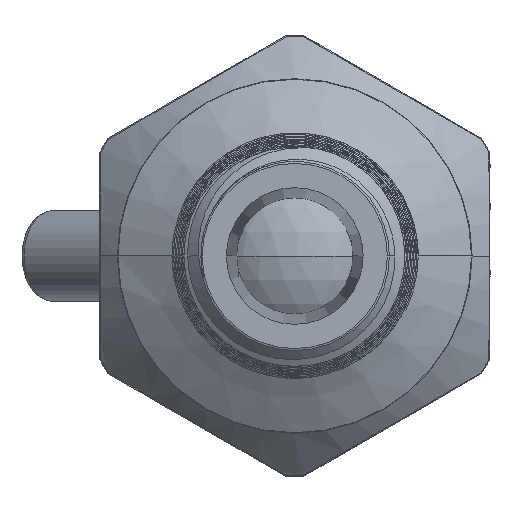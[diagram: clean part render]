
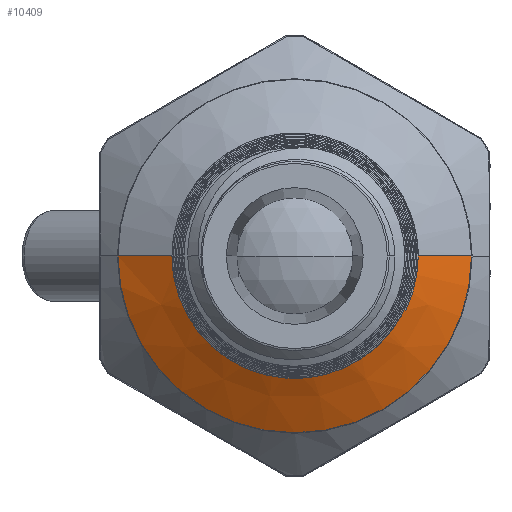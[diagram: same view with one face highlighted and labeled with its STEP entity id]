
A CAD part, front view. The second image highlights one B-rep face of the part: STEP entity #10409.
In plain terms, the highlighted conical face has half-angle 60 degrees and reference radius 7.665 mm.
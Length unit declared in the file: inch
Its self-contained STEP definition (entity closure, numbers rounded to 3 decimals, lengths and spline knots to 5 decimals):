
#266 = VERTEX_POINT ( 'NONE', #25222 ) ;
#317 = VERTEX_POINT ( 'NONE', #25160 ) ;
#332 = VERTEX_POINT ( 'NONE', #25145 ) ;
#333 = VERTEX_POINT ( 'NONE', #25144 ) ;
#349 = VERTEX_POINT ( 'NONE', #25128 ) ;
#471 = VERTEX_POINT ( 'NONE', #4530 ) ;
#472 = VERTEX_POINT ( 'NONE', #4529 ) ;
#993 = EDGE_CURVE ( 'NONE', #317, #333, #7439, .T. ) ;
#994 = EDGE_CURVE ( 'NONE', #349, #332, #7424, .T. ) ;
#4529 = CARTESIAN_POINT ( 'NONE',  ( 0.18888, -0.38078, -0.09285 ) ) ;
#4530 = CARTESIAN_POINT ( 'NONE',  ( 0.08269, -0.39583, -0.16484 ) ) ;
#4654 = DIRECTION ( 'NONE',  ( 0.866, 0.5, 0. ) ) ;
#4656 = DIRECTION ( 'NONE',  ( -0.866, 0.5, 0. ) ) ;
#4700 = CARTESIAN_POINT ( 'NONE',  ( -0.30176, -0.32809, 0. ) ) ;
#4701 = CARTESIAN_POINT ( 'NONE',  ( 0.30175, -0.32809, 0. ) ) ;
#5187 = AXIS2_PLACEMENT_3D ( 'NONE', #20482, #20483, #20484 ) ;
#5189 = AXIS2_PLACEMENT_3D ( 'NONE', #20538, #20540, #20541 ) ;
#5978 = CIRCLE ( 'NONE', #5187, 0.3012 ) ;
#5987 = CIRCLE ( 'NONE', #5189, 0.21048 ) ;
#7424 = LINE ( 'NONE', #4701, #7432 ) ;
#7428 = VECTOR ( 'NONE', #4656, 39.37008 ) ;
#7432 = VECTOR ( 'NONE', #4654, 39.37008 ) ;
#7439 = LINE ( 'NONE', #4700, #7428 ) ;
#9160 = DIRECTION ( 'NONE',  ( -1., 0., 0. ) ) ;
#9161 = CARTESIAN_POINT ( 'NONE',  ( -0.00001, -0.32809, 0. ) ) ;
#9162 = DIRECTION ( 'NONE',  ( 0., 1., 0. ) ) ;
#10211 = EDGE_LOOP ( 'NONE', ( #24404, #24405, #24406, #24407, #24408, #24409, #24410 ) ) ;
#10409 = ADVANCED_FACE ( 'NONE', ( #23246 ), #23257, .T. ) ;
#12932 = B_SPLINE_CURVE_WITH_KNOTS ( 'NONE', 3,
 ( #20474, #20486, #20528, #20529, #20530, #20531, #20532, #20534 ),
 .UNSPECIFIED., .F., .F.,
 ( 4, 2, 2, 4 ),
 ( 0., 0.00153, 0.00229, 0.00305 ),
 .UNSPECIFIED. ) ;
#12933 = B_SPLINE_CURVE_WITH_KNOTS ( 'NONE', 3,
 ( #20480, #20481, #20487, #20489, #20491, #20493, #20494, #20495, #20497, #20499, #20501, #20503, #20505, #20507, #20509, #20511, #20513, #20515, #20517, #20518, #20519, #20520, #20522, #20523, #20524 ),
 .UNSPECIFIED., .F., .F.,
 ( 4, 2, 2, 2, 2, 2, 2, 2, 1, 2, 2, 2, 4 ),
 ( 0.01865, 0.01926, 0.01987, 0.02048, 0.02109, 0.02232, 0.02354, 0.02415, 0.02476, 0.02537, 0.02599, 0.02721, 0.02843 ),
 .UNSPECIFIED. ) ;
#12949 = B_SPLINE_CURVE_WITH_KNOTS ( 'NONE', 3,
 ( #21101, #21099, #21119, #21121, #21123, #21124, #21127, #21130, #21133, #21134 ),
 .UNSPECIFIED., .F., .F.,
 ( 4, 3, 3, 4 ),
 ( 0., 0.00022, 0.00044, 0.00077 ),
 .UNSPECIFIED. ) ;
#20474 = CARTESIAN_POINT ( 'NONE',  ( 0.08269, -0.39583, -0.16484 ) ) ;
#20480 = CARTESIAN_POINT ( 'NONE',  ( -0.19501, -0.38972, 0. ) ) ;
#20481 = CARTESIAN_POINT ( 'NONE',  ( -0.1948, -0.38984, -0.00805 ) ) ;
#20482 = CARTESIAN_POINT ( 'NONE',  ( -0.00001, -0.32841, 0. ) ) ;
#20483 = DIRECTION ( 'NONE',  ( 0., -1., 0. ) ) ;
#20484 = DIRECTION ( 'NONE',  ( 1., 0., 0. ) ) ;
#20486 = CARTESIAN_POINT ( 'NONE',  ( 0.10057, -0.39586, -0.15581 ) ) ;
#20487 = CARTESIAN_POINT ( 'NONE',  ( -0.19407, -0.38997, -0.01618 ) ) ;
#20489 = CARTESIAN_POINT ( 'NONE',  ( -0.19165, -0.39022, -0.0321 ) ) ;
#20491 = CARTESIAN_POINT ( 'NONE',  ( -0.18995, -0.39034, -0.03993 ) ) ;
#20493 = CARTESIAN_POINT ( 'NONE',  ( -0.1856, -0.39059, -0.05533 ) ) ;
#20494 = CARTESIAN_POINT ( 'NONE',  ( -0.18294, -0.39071, -0.06291 ) ) ;
#20495 = CARTESIAN_POINT ( 'NONE',  ( -0.17665, -0.39096, -0.0778 ) ) ;
#20497 = CARTESIAN_POINT ( 'NONE',  ( -0.17302, -0.39109, -0.08508 ) ) ;
#20499 = CARTESIAN_POINT ( 'NONE',  ( -0.16093, -0.39146, -0.10591 ) ) ;
#20501 = CARTESIAN_POINT ( 'NONE',  ( -0.15121, -0.39171, -0.1187 ) ) ;
#20503 = CARTESIAN_POINT ( 'NONE',  ( -0.12846, -0.39222, -0.14184 ) ) ;
#20505 = CARTESIAN_POINT ( 'NONE',  ( -0.11586, -0.39248, -0.15173 ) ) ;
#20507 = CARTESIAN_POINT ( 'NONE',  ( -0.09519, -0.39286, -0.16414 ) ) ;
#20509 = CARTESIAN_POINT ( 'NONE',  ( -0.08794, -0.39298, -0.16789 ) ) ;
#20511 = CARTESIAN_POINT ( 'NONE',  ( -0.07316, -0.39324, -0.17435 ) ) ;
#20513 = CARTESIAN_POINT ( 'NONE',  ( -0.05808, -0.3935, -0.17982 ) ) ;
#20515 = CARTESIAN_POINT ( 'NONE',  ( -0.04242, -0.39375, -0.18335 ) ) ;
#20517 = CARTESIAN_POINT ( 'NONE',  ( -0.02647, -0.39401, -0.18587 ) ) ;
#20518 = CARTESIAN_POINT ( 'NONE',  ( -0.01835, -0.39414, -0.18662 ) ) ;
#20519 = CARTESIAN_POINT ( 'NONE',  ( 0.00573, -0.39453, -0.18728 ) ) ;
#20520 = CARTESIAN_POINT ( 'NONE',  ( 0.02173, -0.39478, -0.18567 ) ) ;
#20522 = CARTESIAN_POINT ( 'NONE',  ( 0.05332, -0.39531, -0.17823 ) ) ;
#20523 = CARTESIAN_POINT ( 'NONE',  ( 0.06838, -0.39556, -0.17253 ) ) ;
#20524 = CARTESIAN_POINT ( 'NONE',  ( 0.08269, -0.39583, -0.16484 ) ) ;
#20528 = CARTESIAN_POINT ( 'NONE',  ( 0.11696, -0.39588, -0.14384 ) ) ;
#20529 = CARTESIAN_POINT ( 'NONE',  ( 0.13781, -0.39592, -0.12272 ) ) ;
#20530 = CARTESIAN_POINT ( 'NONE',  ( 0.14418, -0.39593, -0.11514 ) ) ;
#20531 = CARTESIAN_POINT ( 'NONE',  ( 0.15573, -0.39595, -0.09887 ) ) ;
#20532 = CARTESIAN_POINT ( 'NONE',  ( 0.16086, -0.39597, -0.09024 ) ) ;
#20534 = CARTESIAN_POINT ( 'NONE',  ( 0.16526, -0.39598, -0.08125 ) ) ;
#20538 = CARTESIAN_POINT ( 'NONE',  ( -0.00001, -0.38078, 0. ) ) ;
#20540 = DIRECTION ( 'NONE',  ( 0., 1., 0. ) ) ;
#20541 = DIRECTION ( 'NONE',  ( -1., 0., 0. ) ) ;
#21099 = CARTESIAN_POINT ( 'NONE',  ( 0.16748, -0.39455, -0.08234 ) ) ;
#21101 = CARTESIAN_POINT ( 'NONE',  ( 0.16526, -0.39598, -0.08125 ) ) ;
#21119 = CARTESIAN_POINT ( 'NONE',  ( 0.1697, -0.39313, -0.08343 ) ) ;
#21121 = CARTESIAN_POINT ( 'NONE',  ( 0.17191, -0.3917, -0.08452 ) ) ;
#21123 = CARTESIAN_POINT ( 'NONE',  ( 0.17413, -0.39027, -0.08561 ) ) ;
#21124 = CARTESIAN_POINT ( 'NONE',  ( 0.17635, -0.38885, -0.0867 ) ) ;
#21127 = CARTESIAN_POINT ( 'NONE',  ( 0.17857, -0.38742, -0.08779 ) ) ;
#21130 = CARTESIAN_POINT ( 'NONE',  ( 0.18201, -0.38521, -0.08947 ) ) ;
#21133 = CARTESIAN_POINT ( 'NONE',  ( 0.18545, -0.383, -0.09116 ) ) ;
#21134 = CARTESIAN_POINT ( 'NONE',  ( 0.18888, -0.38078, -0.09285 ) ) ;
#21778 = AXIS2_PLACEMENT_3D ( 'NONE', #9161, #9162, #9160 ) ;
#23246 = FACE_OUTER_BOUND ( 'NONE', #10211, .T. ) ;
#23257 = CONICAL_SURFACE ( 'NONE', #21778, 0.30175, 1.047 ) ;
#24404 = ORIENTED_EDGE ( 'NONE', *, *, #994, .F. ) ;
#24405 = ORIENTED_EDGE ( 'NONE', *, *, #26176, .T. ) ;
#24406 = ORIENTED_EDGE ( 'NONE', *, *, #26230, .F. ) ;
#24407 = ORIENTED_EDGE ( 'NONE', *, *, #26175, .F. ) ;
#24408 = ORIENTED_EDGE ( 'NONE', *, *, #26174, .F. ) ;
#24409 = ORIENTED_EDGE ( 'NONE', *, *, #993, .T. ) ;
#24410 = ORIENTED_EDGE ( 'NONE', *, *, #26173, .T. ) ;
#25128 = CARTESIAN_POINT ( 'NONE',  ( 0.21047, -0.38078, 0. ) ) ;
#25144 = CARTESIAN_POINT ( 'NONE',  ( -0.30121, -0.32841, 0. ) ) ;
#25145 = CARTESIAN_POINT ( 'NONE',  ( 0.30119, -0.32841, 0. ) ) ;
#25160 = CARTESIAN_POINT ( 'NONE',  ( -0.19501, -0.38972, 0. ) ) ;
#25222 = CARTESIAN_POINT ( 'NONE',  ( 0.16526, -0.39598, -0.08125 ) ) ;
#26173 = EDGE_CURVE ( 'NONE', #333, #332, #5978, .T. ) ;
#26174 = EDGE_CURVE ( 'NONE', #317, #471, #12933, .T. ) ;
#26175 = EDGE_CURVE ( 'NONE', #471, #266, #12932, .T. ) ;
#26176 = EDGE_CURVE ( 'NONE', #349, #472, #5987, .T. ) ;
#26230 = EDGE_CURVE ( 'NONE', #266, #472, #12949, .T. ) ;
